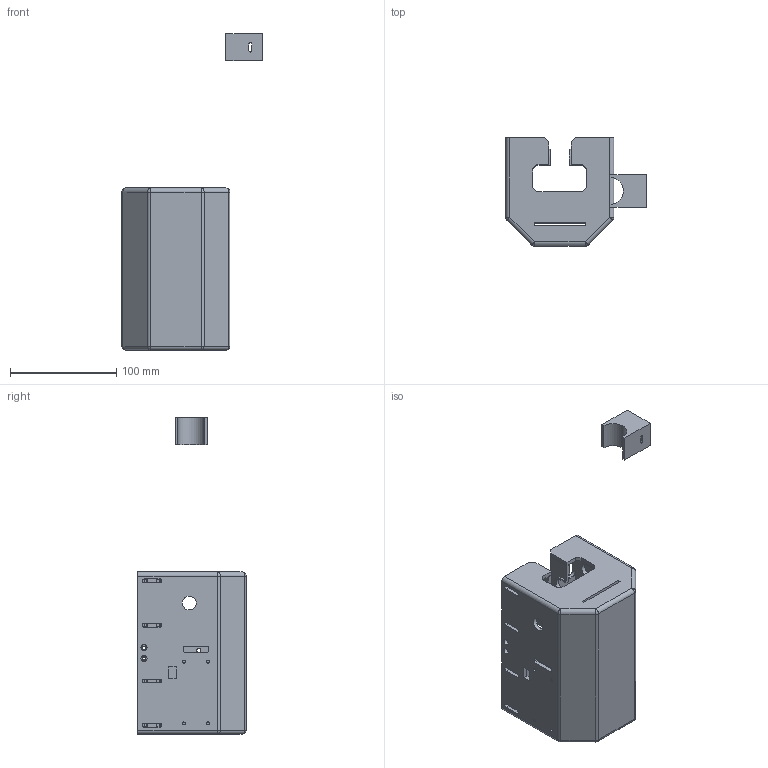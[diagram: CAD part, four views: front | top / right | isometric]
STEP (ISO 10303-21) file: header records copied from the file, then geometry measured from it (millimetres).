
FILE_DESCRIPTION(/* description */ (''),/* implementation_level */ '2;1');
FILE_NAME(/* name */ 'v6.1.0_Assembly v4.step',/* time_stamp */ '2019-06-10T09:20:56-07:00',/* author */ (''),/* organization */ (''),/* preprocessor_version */ 'ST-DEVELOPER v18',/* originating_system */ 'Autodesk Translation Framework v8.2.0.1029',/* authorisation */ '');
FILE_SCHEMA (('AUTOMOTIVE_DESIGN { 1 0 10303 214 3 1 1 }'));
Length unit declared in the file: inch
Products named in the file (6): v6.1.0_Assembly; v6.1.0_Rail; v6_MotorMount; MotorDriveHousingMk6 v11; v6.1.0_Chassis; MotorDriveHousingMk6 v22
Assembly tree (6 placements, depth 3):
  v6.1.0_Assembly
    v6.1.0_Rail  x2
    v6_MotorMount
      MotorDriveHousingMk6 v11
    v6.1.0_Chassis
      MotorDriveHousingMk6 v22
Bounding box: 131.89 x 101.6 x 297.18 mm (x, y, z)
Volume: 278567 mm3; surface area: 164843.9 mm2
Topology: 4 solids, 4 shells, 404 faces, 1170 edges, 778 vertices
Faces by surface type: plane 263, cylinder 129, sphere 8, cone 4
Full cylindrical faces by diameter (mm): 2.75 x4, 3.048 x4, 3.556 x16, 3.683 x8, 5.08 x4, 5.083 x4, 5.715 x8, 12.954 x2
Entity records: 10523 total; most frequent: CARTESIAN_POINT 2031, ORIENTED_EDGE 1732, DIRECTION 1726, EDGE_CURVE 866, LINE 604, VECTOR 604, VERTEX_POINT 578, AXIS2_PLACEMENT_3D 561
